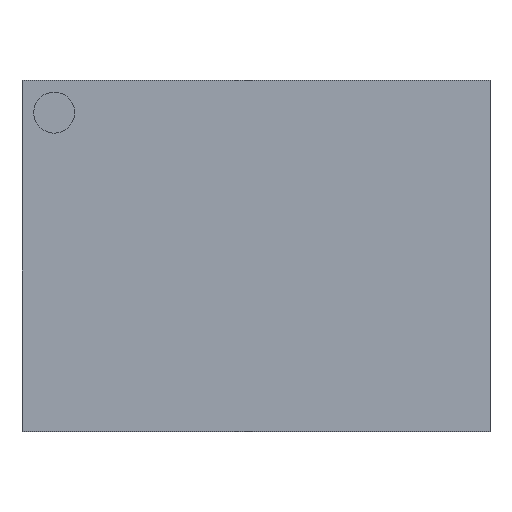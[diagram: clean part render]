
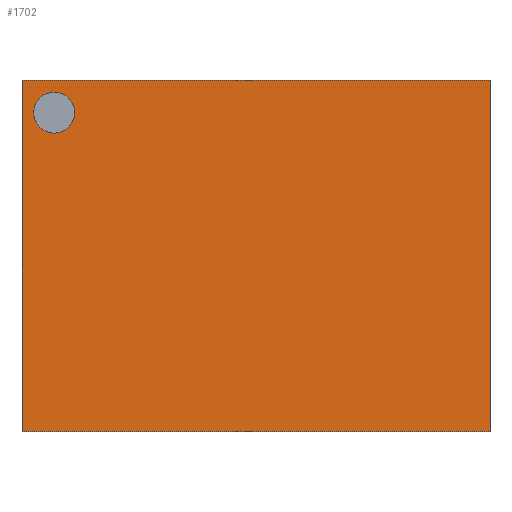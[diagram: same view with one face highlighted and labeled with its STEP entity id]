
A CAD part, top view. The second image highlights one B-rep face of the part: STEP entity #1702.
In plain terms, the highlighted planar face has unit normal (0, 0, 1).
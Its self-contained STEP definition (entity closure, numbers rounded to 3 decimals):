
#17=FACE_BOUND('',#285,.T.);
#57=CIRCLE('',#1791,0.35);
#183=FACE_OUTER_BOUND('',#284,.T.);
#284=EDGE_LOOP('',(#1499,#1500,#1501,#1502));
#285=EDGE_LOOP('',(#1503));
#460=LINE('',#2749,#656);
#467=LINE('',#2761,#663);
#473=LINE('',#2769,#669);
#475=LINE('',#2772,#671);
#656=VECTOR('',#2267,6.);
#663=VECTOR('',#2276,6.);
#669=VECTOR('',#2284,8.);
#671=VECTOR('',#2288,8.);
#757=VERTEX_POINT('',#2554);
#823=VERTEX_POINT('',#2746);
#824=VERTEX_POINT('',#2748);
#827=VERTEX_POINT('',#2758);
#828=VERTEX_POINT('',#2760);
#947=EDGE_CURVE('',#757,#757,#57,.T.);
#1040=EDGE_CURVE('',#824,#823,#460,.T.);
#1047=EDGE_CURVE('',#828,#827,#467,.T.);
#1053=EDGE_CURVE('',#823,#828,#473,.T.);
#1055=EDGE_CURVE('',#827,#824,#475,.T.);
#1499=ORIENTED_EDGE('',*,*,#1055,.T.);
#1500=ORIENTED_EDGE('',*,*,#1040,.T.);
#1501=ORIENTED_EDGE('',*,*,#1053,.T.);
#1502=ORIENTED_EDGE('',*,*,#1047,.T.);
#1503=ORIENTED_EDGE('',*,*,#947,.T.);
#1603=PLANE('',#1846);
#1702=ADVANCED_FACE('',(#183,#17),#1603,.T.);
#1791=AXIS2_PLACEMENT_3D('',#2555,#2089,#2090);
#1846=AXIS2_PLACEMENT_3D('',#2774,#2291,#2292);
#2089=DIRECTION('center_axis',(0.,0.,-1.));
#2090=DIRECTION('ref_axis',(-1.,0.,0.));
#2267=DIRECTION('',(0.,1.,0.));
#2276=DIRECTION('',(0.,-1.,0.));
#2284=DIRECTION('',(-1.,0.,0.));
#2288=DIRECTION('',(1.,0.,0.));
#2291=DIRECTION('center_axis',(0.,0.,1.));
#2292=DIRECTION('ref_axis',(1.,0.,0.));
#2554=CARTESIAN_POINT('',(-3.1,2.45,0.8));
#2555=CARTESIAN_POINT('Origin',(-3.45,2.45,0.8));
#2746=CARTESIAN_POINT('',(4.,3.,0.8));
#2748=CARTESIAN_POINT('',(4.,-3.,0.8));
#2749=CARTESIAN_POINT('',(4.,3.,0.8));
#2758=CARTESIAN_POINT('',(-4.,-3.,0.8));
#2760=CARTESIAN_POINT('',(-4.,3.,0.8));
#2761=CARTESIAN_POINT('',(-4.,-3.,0.8));
#2769=CARTESIAN_POINT('',(-4.,3.,0.8));
#2772=CARTESIAN_POINT('',(4.,-3.,0.8));
#2774=CARTESIAN_POINT('Origin',(0.,0.,0.8));
